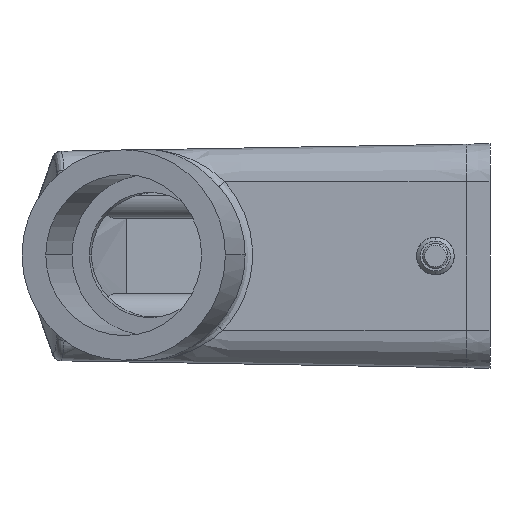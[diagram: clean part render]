
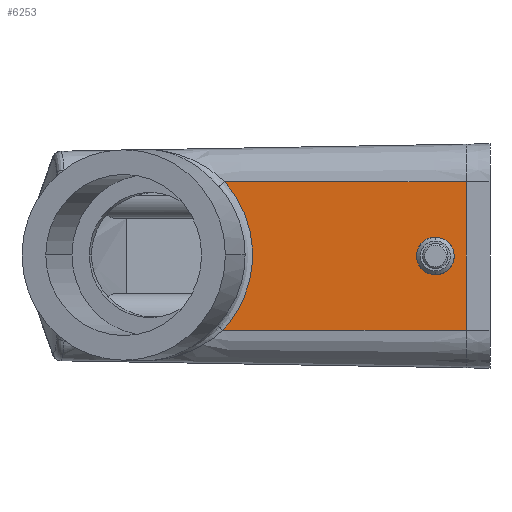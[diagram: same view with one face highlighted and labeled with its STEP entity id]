
A CAD part, left-side view. The second image highlights one B-rep face of the part: STEP entity #6253.
In plain terms, the highlighted planar face has unit normal (-1, 0.018, 0).
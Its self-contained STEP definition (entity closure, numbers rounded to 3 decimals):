
#45 = LINE ( 'NONE', #1824, #6819 ) ;
#50 = CARTESIAN_POINT ( 'NONE',  ( -39.624, 7.2, 2.475 ) ) ;
#519 = CARTESIAN_POINT ( 'NONE',  ( -39.231, 29.729, 3.852 ) ) ;
#646 = CARTESIAN_POINT ( 'NONE',  ( -39.229, 29.825, -3.974 ) ) ;
#673 = DIRECTION ( 'NONE',  ( -0.017, -1., 0. ) ) ;
#771 = VERTEX_POINT ( 'NONE', #6789 ) ;
#1078 = ORIENTED_EDGE ( 'NONE', *, *, #6147, .T. ) ;
#1152 =( BOUNDED_CURVE ( )  B_SPLINE_CURVE ( 3, ( #50, #4673, #1539, #6126 ),
 .UNSPECIFIED., .F., .F. ) 
 B_SPLINE_CURVE_WITH_KNOTS ( ( 4, 4 ),
 ( 1.571, 4.712 ),
 .UNSPECIFIED. ) 
 CURVE ( )  GEOMETRIC_REPRESENTATION_ITEM ( )  RATIONAL_B_SPLINE_CURVE ( ( 1., 0.333, 0.333, 1. ) ) 
 REPRESENTATION_ITEM ( '' )  );
#1296 = CARTESIAN_POINT ( 'NONE',  ( -39.624, 7.2, -2.475 ) ) ;
#1539 = CARTESIAN_POINT ( 'NONE',  ( -39.538, 12.15, -2.475 ) ) ;
#1824 = CARTESIAN_POINT ( 'NONE',  ( -39.695, 3.15, -9.8 ) ) ;
#1991 = CARTESIAN_POINT ( 'NONE',  ( -39.135, 35.21, -9.8 ) ) ;
#2157 = EDGE_CURVE ( 'NONE', #6404, #6961, #8301, .T. ) ;
#2343 = DIRECTION ( 'NONE',  ( -0.017, -1., 0. ) ) ;
#2509 = DIRECTION ( 'NONE',  ( 0., 0., 1. ) ) ;
#2711 = CARTESIAN_POINT ( 'NONE',  ( -39.695, 3.15, 9.8 ) ) ;
#2735 = VECTOR ( 'NONE', #6568, 1000. ) ;
#3018 = ORIENTED_EDGE ( 'NONE', *, *, #5924, .T. ) ;
#3083 = CARTESIAN_POINT ( 'NONE',  ( -39.624, 7.2, -2.475 ) ) ;
#3110 = CARTESIAN_POINT ( 'NONE',  ( -39.711, 2.25, -2.475 ) ) ;
#3759 = CARTESIAN_POINT ( 'NONE',  ( -39.711, 2.25, 2.475 ) ) ;
#3915 = EDGE_LOOP ( 'NONE', ( #7349, #5821, #3018, #1078 ) ) ;
#4073 = ORIENTED_EDGE ( 'NONE', *, *, #6085, .F. ) ;
#4126 = VERTEX_POINT ( 'NONE', #1296 ) ;
#4630 = CARTESIAN_POINT ( 'NONE',  ( -39.75, 0., 9.8 ) ) ;
#4639 = DIRECTION ( 'NONE',  ( -1., 0.017, 0. ) ) ;
#4673 = CARTESIAN_POINT ( 'NONE',  ( -39.538, 12.15, 2.475 ) ) ;
#5224 = VECTOR ( 'NONE', #2343, 1000. ) ;
#5237 =( BOUNDED_CURVE ( )  B_SPLINE_CURVE ( 3, ( #5920, #519, #646, #1991 ),
 .UNSPECIFIED., .F., .F. ) 
 B_SPLINE_CURVE_WITH_KNOTS ( ( 4, 4 ),
 ( 2.434, 3.873 ),
 .UNSPECIFIED. ) 
 CURVE ( )  GEOMETRIC_REPRESENTATION_ITEM ( )  RATIONAL_B_SPLINE_CURVE ( ( 1., 0.835, 0.835, 1. ) ) 
 REPRESENTATION_ITEM ( '' )  );
#5524 = CARTESIAN_POINT ( 'NONE',  ( -39.695, 3.15, -9.8 ) ) ;
#5804 = EDGE_CURVE ( 'NONE', #6404, #7602, #5237, .T. ) ;
#5821 = ORIENTED_EDGE ( 'NONE', *, *, #5804, .T. ) ;
#5919 = PLANE ( 'NONE',  #7834 ) ;
#5920 = CARTESIAN_POINT ( 'NONE',  ( -39.14, 34.97, 9.8 ) ) ;
#5924 = EDGE_CURVE ( 'NONE', #7602, #6480, #6916, .T. ) ;
#6020 = ORIENTED_EDGE ( 'NONE', *, *, #7209, .F. ) ;
#6085 = EDGE_CURVE ( 'NONE', #4126, #771, #6140, .T. ) ;
#6126 = CARTESIAN_POINT ( 'NONE',  ( -39.624, 7.2, -2.475 ) ) ;
#6140 =( BOUNDED_CURVE ( )  B_SPLINE_CURVE ( 3, ( #3083, #3110, #3759, #8184 ),
 .UNSPECIFIED., .F., .F. ) 
 B_SPLINE_CURVE_WITH_KNOTS ( ( 4, 4 ),
 ( 4.712, 7.854 ),
 .UNSPECIFIED. ) 
 CURVE ( )  GEOMETRIC_REPRESENTATION_ITEM ( )  RATIONAL_B_SPLINE_CURVE ( ( 1., 0.333, 0.333, 1. ) ) 
 REPRESENTATION_ITEM ( '' )  );
#6147 = EDGE_CURVE ( 'NONE', #6480, #6961, #45, .T. ) ;
#6253 = ADVANCED_FACE ( 'NONE', ( #6398, #7828 ), #5919, .T. ) ;
#6398 = FACE_BOUND ( 'NONE', #7049, .T. ) ;
#6404 = VERTEX_POINT ( 'NONE', #6760 ) ;
#6480 = VERTEX_POINT ( 'NONE', #5524 ) ;
#6568 = DIRECTION ( 'NONE',  ( -0.017, -1., 0. ) ) ;
#6760 = CARTESIAN_POINT ( 'NONE',  ( -39.14, 34.97, 9.8 ) ) ;
#6789 = CARTESIAN_POINT ( 'NONE',  ( -39.624, 7.2, 2.475 ) ) ;
#6819 = VECTOR ( 'NONE', #2509, 1000. ) ;
#6873 = CARTESIAN_POINT ( 'NONE',  ( -39.75, 0., -9.8 ) ) ;
#6916 = LINE ( 'NONE', #6873, #5224 ) ;
#6961 = VERTEX_POINT ( 'NONE', #2711 ) ;
#7049 = EDGE_LOOP ( 'NONE', ( #6020, #4073 ) ) ;
#7209 = EDGE_CURVE ( 'NONE', #771, #4126, #1152, .T. ) ;
#7283 = CARTESIAN_POINT ( 'NONE',  ( -39.135, 35.21, -9.8 ) ) ;
#7349 = ORIENTED_EDGE ( 'NONE', *, *, #2157, .F. ) ;
#7602 = VERTEX_POINT ( 'NONE', #7283 ) ;
#7828 = FACE_OUTER_BOUND ( 'NONE', #3915, .T. ) ;
#7834 = AXIS2_PLACEMENT_3D ( 'NONE', #8369, #4639, #673 ) ;
#8184 = CARTESIAN_POINT ( 'NONE',  ( -39.624, 7.2, 2.475 ) ) ;
#8301 = LINE ( 'NONE', #4630, #2735 ) ;
#8369 = CARTESIAN_POINT ( 'NONE',  ( -39.75, 0., -9.8 ) ) ;
